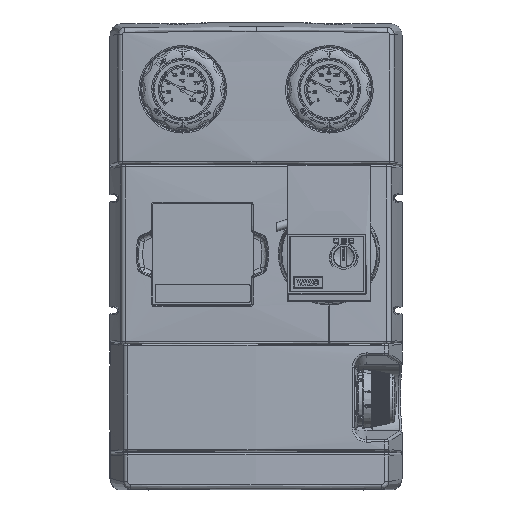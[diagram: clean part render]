
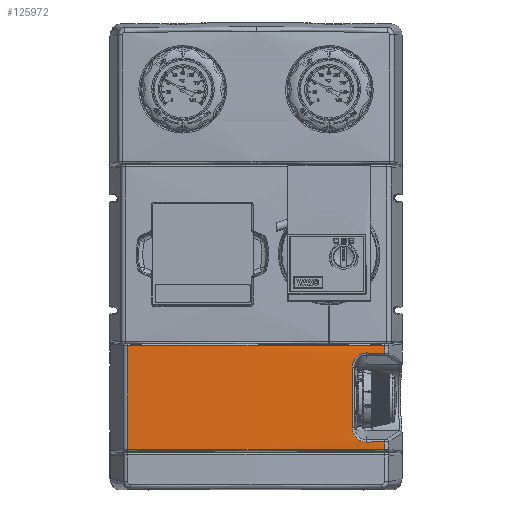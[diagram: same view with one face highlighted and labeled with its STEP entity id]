
A CAD part, top view. The second image highlights one B-rep face of the part: STEP entity #125972.
In plain terms, the highlighted cylindrical face has radius 2000 mm (diameter 4000 mm), a partial arc.
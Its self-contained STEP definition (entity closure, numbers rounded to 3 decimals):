
#125914=AXIS2_PLACEMENT_3D('Cylinder Axis2P3D',#125911,#125912,#125913) ;
#123202=CARTESIAN_POINT('Vertex',(47.39,-218.692,34.229)) ;
#123292=CARTESIAN_POINT('Vertex',(-172.39,-218.692,34.229)) ;
#123296=CARTESIAN_POINT('Control Point',(47.39,-218.692,34.229)) ;
#123297=CARTESIAN_POINT('Control Point',(19.974,-218.745,35.737)) ;
#123298=CARTESIAN_POINT('Control Point',(-7.467,-218.781,36.776)) ;
#123299=CARTESIAN_POINT('Control Point',(-34.923,-218.801,37.343)) ;
#123300=CARTESIAN_POINT('Control Point',(-78.907,-218.806,37.496)) ;
#123301=CARTESIAN_POINT('Control Point',(-122.875,-218.77,36.441)) ;
#123302=CARTESIAN_POINT('Control Point',(-139.388,-218.75,35.874)) ;
#123303=CARTESIAN_POINT('Control Point',(-155.893,-218.724,35.137)) ;
#123304=CARTESIAN_POINT('Control Point',(-172.39,-218.692,34.229)) ;
#123772=CARTESIAN_POINT('Line Origine',(-172.39,-263.,34.229)) ;
#123776=CARTESIAN_POINT('Vertex',(-172.39,-307.308,34.229)) ;
#124391=CARTESIAN_POINT('Vertex',(47.39,-307.308,34.229)) ;
#124395=CARTESIAN_POINT('Control Point',(47.39,-307.308,34.229)) ;
#124396=CARTESIAN_POINT('Control Point',(19.974,-307.255,35.737)) ;
#124397=CARTESIAN_POINT('Control Point',(-7.467,-307.219,36.776)) ;
#124398=CARTESIAN_POINT('Control Point',(-34.923,-307.199,37.343)) ;
#124399=CARTESIAN_POINT('Control Point',(-78.907,-307.194,37.496)) ;
#124400=CARTESIAN_POINT('Control Point',(-122.875,-307.23,36.441)) ;
#124401=CARTESIAN_POINT('Control Point',(-139.388,-307.25,35.874)) ;
#124402=CARTESIAN_POINT('Control Point',(-155.893,-307.276,35.137)) ;
#124403=CARTESIAN_POINT('Control Point',(-172.39,-307.308,34.229)) ;
#125522=CARTESIAN_POINT('Line Origine',(47.39,-263.,34.229)) ;
#125526=CARTESIAN_POINT('Vertex',(47.39,-300.933,34.229)) ;
#125713=CARTESIAN_POINT('Line Origine',(47.39,-263.,34.229)) ;
#125717=CARTESIAN_POINT('Vertex',(47.39,-225.067,34.229)) ;
#125911=CARTESIAN_POINT('Axis2P3D Location',(-62.5,-263.,-1962.75)) ;
#125917=CARTESIAN_POINT('Control Point',(47.39,-300.933,34.229)) ;
#125918=CARTESIAN_POINT('Control Point',(42.198,-300.984,34.514)) ;
#125919=CARTESIAN_POINT('Control Point',(37.006,-301.03,34.78)) ;
#125920=CARTESIAN_POINT('Control Point',(31.813,-301.074,35.025)) ;
#125921=CARTESIAN_POINT('Vertex',(31.813,-301.074,35.025)) ;
#125925=CARTESIAN_POINT('Control Point',(31.813,-301.074,35.025)) ;
#125926=CARTESIAN_POINT('Control Point',(28.03,-301.105,35.204)) ;
#125927=CARTESIAN_POINT('Control Point',(24.219,-299.632,35.375)) ;
#125928=CARTESIAN_POINT('Control Point',(21.259,-296.575,35.496)) ;
#125929=CARTESIAN_POINT('Control Point',(19.826,-292.796,35.555)) ;
#125930=CARTESIAN_POINT('Control Point',(19.826,-289.019,35.555)) ;
#125931=CARTESIAN_POINT('Vertex',(19.826,-289.019,35.555)) ;
#125934=CARTESIAN_POINT('Line Origine',(19.826,-263.,35.555)) ;
#125938=CARTESIAN_POINT('Vertex',(19.826,-236.981,35.555)) ;
#125942=CARTESIAN_POINT('Control Point',(19.826,-236.981,35.555)) ;
#125943=CARTESIAN_POINT('Control Point',(19.826,-235.363,35.555)) ;
#125944=CARTESIAN_POINT('Control Point',(20.091,-233.744,35.544)) ;
#125945=CARTESIAN_POINT('Control Point',(20.624,-232.182,35.522)) ;
#125946=CARTESIAN_POINT('Control Point',(22.454,-228.812,35.446)) ;
#125947=CARTESIAN_POINT('Control Point',(25.463,-226.361,35.316)) ;
#125948=CARTESIAN_POINT('Control Point',(27.484,-225.383,35.226)) ;
#125949=CARTESIAN_POINT('Control Point',(29.651,-224.908,35.127)) ;
#125950=CARTESIAN_POINT('Control Point',(31.813,-224.926,35.025)) ;
#125951=CARTESIAN_POINT('Vertex',(31.813,-224.926,35.025)) ;
#125955=CARTESIAN_POINT('Control Point',(47.39,-225.067,34.229)) ;
#125956=CARTESIAN_POINT('Control Point',(42.198,-225.016,34.514)) ;
#125957=CARTESIAN_POINT('Control Point',(37.006,-224.97,34.78)) ;
#125958=CARTESIAN_POINT('Control Point',(31.813,-224.926,35.025)) ;
#123773=DIRECTION('Vector Direction',(0.,-1.,0.)) ;
#125523=DIRECTION('Vector Direction',(0.,1.,0.)) ;
#125714=DIRECTION('Vector Direction',(0.,1.,0.)) ;
#125912=DIRECTION('Axis2P3D Direction',(0.,1.,-0.)) ;
#125913=DIRECTION('Axis2P3D XDirection',(-0.055,0.,0.998)) ;
#125935=DIRECTION('Vector Direction',(0.,1.,0.)) ;
#123774=VECTOR('Line Direction',#123773,1.) ;
#125524=VECTOR('Line Direction',#125523,1.) ;
#125715=VECTOR('Line Direction',#125714,1.) ;
#125936=VECTOR('Line Direction',#125935,1.) ;
#125961=ORIENTED_EDGE('',*,*,#125719,.T.) ;
#125962=ORIENTED_EDGE('',*,*,#123305,.T.) ;
#125963=ORIENTED_EDGE('',*,*,#123778,.F.) ;
#125964=ORIENTED_EDGE('',*,*,#124404,.T.) ;
#125965=ORIENTED_EDGE('',*,*,#125528,.T.) ;
#125966=ORIENTED_EDGE('',*,*,#125923,.T.) ;
#125967=ORIENTED_EDGE('',*,*,#125933,.T.) ;
#125968=ORIENTED_EDGE('',*,*,#125940,.T.) ;
#125969=ORIENTED_EDGE('',*,*,#125953,.T.) ;
#125970=ORIENTED_EDGE('',*,*,#125959,.T.) ;
#125972=ADVANCED_FACE('PartBody',(#125971),#125915,.T.) ;
#123295=B_SPLINE_CURVE_WITH_KNOTS('',5,(#123296,#123297,#123298,#123299,#123300,#123301,#123302,#123303,#123304),.UNSPECIFIED.,.F.,.U.,(6,3,6),(91.688,285.763,402.543),.UNSPECIFIED.) ;
#124394=B_SPLINE_CURVE_WITH_KNOTS('',5,(#124395,#124396,#124397,#124398,#124399,#124400,#124401,#124402,#124403),.UNSPECIFIED.,.F.,.U.,(6,3,6),(91.688,285.763,402.543),.UNSPECIFIED.) ;
#125916=B_SPLINE_CURVE_WITH_KNOTS('',3,(#125917,#125918,#125919,#125920),.UNSPECIFIED.,.F.,.U.,(4,4),(62.167,84.215),.UNSPECIFIED.) ;
#125924=B_SPLINE_CURVE_WITH_KNOTS('',5,(#125925,#125926,#125927,#125928,#125929,#125930),.UNSPECIFIED.,.F.,.U.,(6,6),(37.339,61.989),.UNSPECIFIED.) ;
#125941=B_SPLINE_CURVE_WITH_KNOTS('',5,(#125942,#125943,#125944,#125945,#125946,#125947,#125948,#125949,#125950),.UNSPECIFIED.,.F.,.U.,(6,3,6),(37.206,47.768,61.856),.UNSPECIFIED.) ;
#125954=B_SPLINE_CURVE_WITH_KNOTS('',3,(#125955,#125956,#125957,#125958),.UNSPECIFIED.,.F.,.U.,(4,4),(62.167,84.215),.UNSPECIFIED.) ;
#125915=CYLINDRICAL_SURFACE('generated cylinder',#125914,2000.) ;
#123305=EDGE_CURVE('',#123203,#123293,#123295,.T.) ;
#123778=EDGE_CURVE('',#123777,#123293,#123775,.F.) ;
#124404=EDGE_CURVE('',#123777,#124392,#124394,.F.) ;
#125528=EDGE_CURVE('',#124392,#125527,#125525,.T.) ;
#125719=EDGE_CURVE('',#125718,#123203,#125716,.T.) ;
#125923=EDGE_CURVE('',#125527,#125922,#125916,.T.) ;
#125933=EDGE_CURVE('',#125922,#125932,#125924,.T.) ;
#125940=EDGE_CURVE('',#125932,#125939,#125937,.T.) ;
#125953=EDGE_CURVE('',#125939,#125952,#125941,.T.) ;
#125959=EDGE_CURVE('',#125952,#125718,#125954,.F.) ;
#125960=EDGE_LOOP('',(#125961,#125962,#125963,#125964,#125965,#125966,#125967,#125968,#125969,#125970)) ;
#125971=FACE_OUTER_BOUND('',#125960,.T.) ;
#123775=LINE('Line',#123772,#123774) ;
#125525=LINE('Line',#125522,#125524) ;
#125716=LINE('Line',#125713,#125715) ;
#125937=LINE('Line',#125934,#125936) ;
#123203=VERTEX_POINT('',#123202) ;
#123293=VERTEX_POINT('',#123292) ;
#123777=VERTEX_POINT('',#123776) ;
#124392=VERTEX_POINT('',#124391) ;
#125527=VERTEX_POINT('',#125526) ;
#125718=VERTEX_POINT('',#125717) ;
#125922=VERTEX_POINT('',#125921) ;
#125932=VERTEX_POINT('',#125931) ;
#125939=VERTEX_POINT('',#125938) ;
#125952=VERTEX_POINT('',#125951) ;
